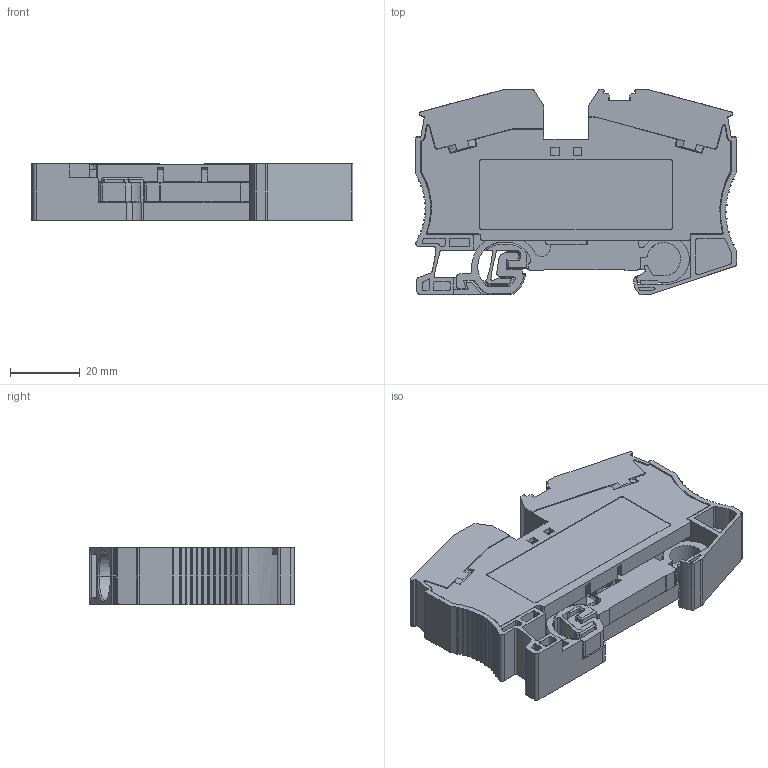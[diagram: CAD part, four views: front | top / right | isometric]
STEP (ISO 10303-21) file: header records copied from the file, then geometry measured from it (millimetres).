
FILE_DESCRIPTION((''),'2;1');
FILE_NAME('01','2022-06-23T15:49:28',('Administrator'),(''),'CREO PARAMETRIC BY PTC INC, 2016510','CREO PARAMETRIC BY PTC INC, 2016510','');
FILE_SCHEMA(('CONFIG_CONTROL_DESIGN','SHAPE_APPEARANCE_LAYERS_GROUPS'));
Length unit declared in the file: millimetre
Products named in the file (1): 01
Bounding box: 92 x 58.6 x 16.2 mm (x, y, z)
Volume: 39388.7 mm3; surface area: 36900.2 mm2
Topology: 3 solids, 3 shells, 1349 faces, 3814 edges, 2435 vertices
Faces by surface type: plane 806, cylinder 466, cone 43, torus 16, bspline 10, sphere 8
Entity records: 46691 total; most frequent: CARTESIAN_POINT 8435, ORIENTED_EDGE 7612, DIRECTION 7380, EDGE_CURVE 3806, VECTOR 2706, LINE 2706, VERTEX_POINT 2435, AXIS2_PLACEMENT_3D 2337
